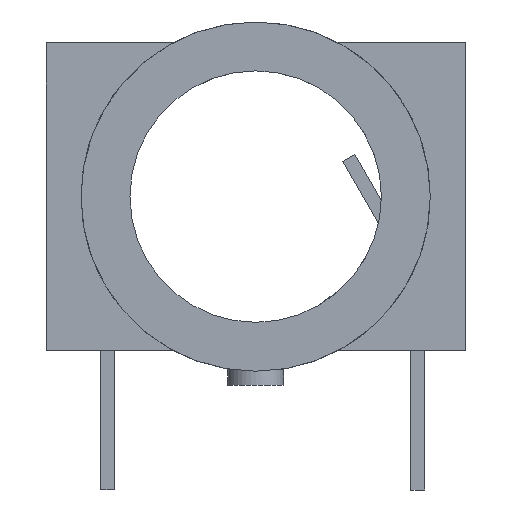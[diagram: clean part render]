
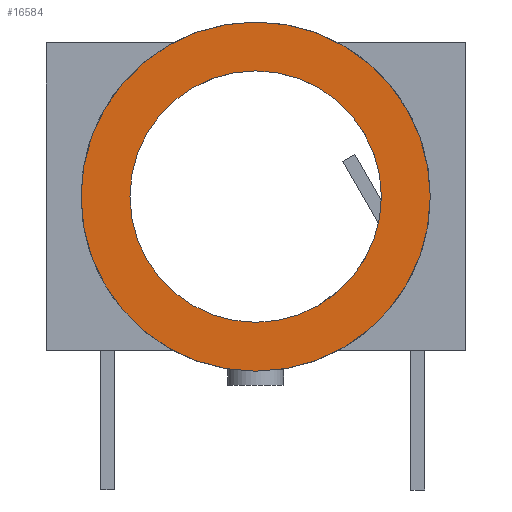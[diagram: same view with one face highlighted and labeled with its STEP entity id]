
A CAD part, front view. The second image highlights one B-rep face of the part: STEP entity #16584.
In plain terms, the highlighted planar face has unit normal (0, -1, 0).
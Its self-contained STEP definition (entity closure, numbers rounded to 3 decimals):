
#69 = EDGE_CURVE ( 'NONE', #5110, #10400, #6643, .T. ) ;
#440 = EDGE_CURVE ( 'NONE', #2331, #1530, #12202, .T. ) ;
#577 = CARTESIAN_POINT ( 'NONE',  ( -1.8, -7.025, 2.2 ) ) ;
#794 = DIRECTION ( 'NONE',  ( 1., 0., 0. ) ) ;
#1530 = VERTEX_POINT ( 'NONE', #21369 ) ;
#1752 = AXIS2_PLACEMENT_3D ( 'NONE', #10252, #2798, #9909 ) ;
#2331 = VERTEX_POINT ( 'NONE', #15085 ) ;
#2461 = CARTESIAN_POINT ( 'NONE',  ( 0., -7.025, 2.2 ) ) ;
#2613 = AXIS2_PLACEMENT_3D ( 'NONE', #10986, #16321, #9003 ) ;
#2669 = FACE_BOUND ( 'NONE', #19228, .T. ) ;
#2798 = DIRECTION ( 'NONE',  ( 0., -1., 0. ) ) ;
#5110 = VERTEX_POINT ( 'NONE', #577 ) ;
#5716 = EDGE_LOOP ( 'NONE', ( #12398, #10910 ) ) ;
#6643 = CIRCLE ( 'NONE', #9663, 1.8 ) ;
#7596 = EDGE_CURVE ( 'NONE', #10400, #5110, #13362, .T. ) ;
#7815 = EDGE_CURVE ( 'NONE', #1530, #2331, #11925, .T. ) ;
#7941 = DIRECTION ( 'NONE',  ( 1., 0., 0. ) ) ;
#8031 = PLANE ( 'NONE',  #1752 ) ;
#9003 = DIRECTION ( 'NONE',  ( 1., 0., 0. ) ) ;
#9663 = AXIS2_PLACEMENT_3D ( 'NONE', #19261, #11930, #10213 ) ;
#9702 = DIRECTION ( 'NONE',  ( 0., -1., 0. ) ) ;
#9909 = DIRECTION ( 'NONE',  ( 1., 0., 0. ) ) ;
#10213 = DIRECTION ( 'NONE',  ( 1., 0., 0. ) ) ;
#10252 = CARTESIAN_POINT ( 'NONE',  ( 0., -7.025, 2.2 ) ) ;
#10400 = VERTEX_POINT ( 'NONE', #13479 ) ;
#10910 = ORIENTED_EDGE ( 'NONE', *, *, #7815, .T. ) ;
#10986 = CARTESIAN_POINT ( 'NONE',  ( 0., -7.025, 2.2 ) ) ;
#11925 = CIRCLE ( 'NONE', #17134, 2.5 ) ;
#11930 = DIRECTION ( 'NONE',  ( 0., -1., 0. ) ) ;
#12202 = CIRCLE ( 'NONE', #14436, 2.5 ) ;
#12398 = ORIENTED_EDGE ( 'NONE', *, *, #440, .T. ) ;
#12768 = ORIENTED_EDGE ( 'NONE', *, *, #7596, .F. ) ;
#13362 = CIRCLE ( 'NONE', #2613, 1.8 ) ;
#13479 = CARTESIAN_POINT ( 'NONE',  ( 1.8, -7.025, 2.2 ) ) ;
#14436 = AXIS2_PLACEMENT_3D ( 'NONE', #15449, #16870, #794 ) ;
#15085 = CARTESIAN_POINT ( 'NONE',  ( -2.5, -7.025, 2.2 ) ) ;
#15449 = CARTESIAN_POINT ( 'NONE',  ( 0., -7.025, 2.2 ) ) ;
#16321 = DIRECTION ( 'NONE',  ( 0., -1., 0. ) ) ;
#16584 = ADVANCED_FACE ( 'NONE', ( #2669, #20588 ), #8031, .T. ) ;
#16870 = DIRECTION ( 'NONE',  ( 0., -1., 0. ) ) ;
#17134 = AXIS2_PLACEMENT_3D ( 'NONE', #2461, #9702, #7941 ) ;
#19228 = EDGE_LOOP ( 'NONE', ( #12768, #21210 ) ) ;
#19261 = CARTESIAN_POINT ( 'NONE',  ( 0., -7.025, 2.2 ) ) ;
#20588 = FACE_OUTER_BOUND ( 'NONE', #5716, .T. ) ;
#21210 = ORIENTED_EDGE ( 'NONE', *, *, #69, .F. ) ;
#21369 = CARTESIAN_POINT ( 'NONE',  ( 2.5, -7.025, 2.2 ) ) ;
